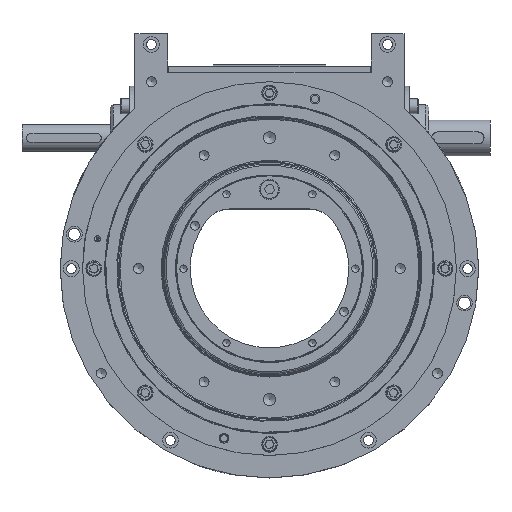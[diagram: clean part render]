
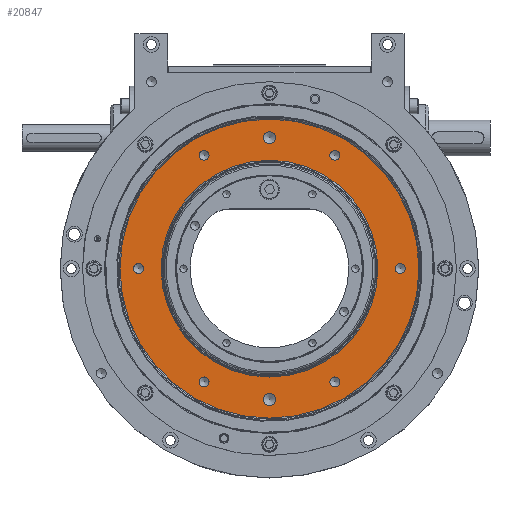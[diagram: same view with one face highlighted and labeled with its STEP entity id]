
A CAD part, top view. The second image highlights one B-rep face of the part: STEP entity #20847.
In plain terms, the highlighted planar face has unit normal (0, 0, 1).
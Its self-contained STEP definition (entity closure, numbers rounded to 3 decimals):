
#521=PLANE('',#22146);
#3813=ORIENTED_EDGE('',*,*,#7011,.T.);
#3814=ORIENTED_EDGE('',*,*,#7012,.T.);
#3815=ORIENTED_EDGE('',*,*,#7013,.T.);
#3816=ORIENTED_EDGE('',*,*,#7014,.T.);
#3817=ORIENTED_EDGE('',*,*,#7015,.T.);
#3818=ORIENTED_EDGE('',*,*,#7016,.T.);
#3819=ORIENTED_EDGE('',*,*,#7017,.T.);
#3820=ORIENTED_EDGE('',*,*,#7018,.T.);
#3821=ORIENTED_EDGE('',*,*,#7019,.F.);
#3822=ORIENTED_EDGE('',*,*,#7020,.T.);
#7011=EDGE_CURVE('',#8734,#8734,#10035,.T.);
#7012=EDGE_CURVE('',#8735,#8735,#10036,.T.);
#7013=EDGE_CURVE('',#8736,#8736,#10037,.T.);
#7014=EDGE_CURVE('',#8737,#8737,#10038,.T.);
#7015=EDGE_CURVE('',#8738,#8738,#10039,.T.);
#7016=EDGE_CURVE('',#8739,#8739,#10040,.T.);
#7017=EDGE_CURVE('',#8740,#8740,#10041,.T.);
#7018=EDGE_CURVE('',#8741,#8741,#10042,.T.);
#7019=EDGE_CURVE('',#8742,#8742,#10043,.T.);
#7020=EDGE_CURVE('',#8743,#8743,#10044,.T.);
#8734=VERTEX_POINT('',#27383);
#8735=VERTEX_POINT('',#27385);
#8736=VERTEX_POINT('',#27387);
#8737=VERTEX_POINT('',#27389);
#8738=VERTEX_POINT('',#27391);
#8739=VERTEX_POINT('',#27393);
#8740=VERTEX_POINT('',#27395);
#8741=VERTEX_POINT('',#27397);
#8742=VERTEX_POINT('',#27399);
#8743=VERTEX_POINT('',#27401);
#10035=CIRCLE('',#22147,3.324);
#10036=CIRCLE('',#22148,3.324);
#10037=CIRCLE('',#22149,3.324);
#10038=CIRCLE('',#22150,3.324);
#10039=CIRCLE('',#22151,3.324);
#10040=CIRCLE('',#22152,3.324);
#10041=CIRCLE('',#22153,4.);
#10042=CIRCLE('',#22154,4.);
#10043=CIRCLE('',#22155,100.);
#10044=CIRCLE('',#22156,72.5);
#10650=EDGE_LOOP('',(#3813));
#10651=EDGE_LOOP('',(#3814));
#10652=EDGE_LOOP('',(#3815));
#10653=EDGE_LOOP('',(#3816));
#10654=EDGE_LOOP('',(#3817));
#10655=EDGE_LOOP('',(#3818));
#10656=EDGE_LOOP('',(#3819));
#10657=EDGE_LOOP('',(#3820));
#10658=EDGE_LOOP('',(#3821));
#10659=EDGE_LOOP('',(#3822));
#12444=FACE_BOUND('',#10650,.T.);
#12445=FACE_BOUND('',#10651,.T.);
#12446=FACE_BOUND('',#10652,.T.);
#12447=FACE_BOUND('',#10653,.T.);
#12448=FACE_BOUND('',#10654,.T.);
#12449=FACE_BOUND('',#10655,.T.);
#12450=FACE_BOUND('',#10656,.T.);
#12451=FACE_BOUND('',#10657,.T.);
#12452=FACE_BOUND('',#10658,.T.);
#12453=FACE_BOUND('',#10659,.T.);
#20847=ADVANCED_FACE('',(#12444,#12445,#12446,#12447,#12448,#12449,#12450,
#12451,#12452,#12453),#521,.F.);
#22146=AXIS2_PLACEMENT_3D('',#27381,#23901,#23902);
#22147=AXIS2_PLACEMENT_3D('',#27382,#23903,#23904);
#22148=AXIS2_PLACEMENT_3D('',#27384,#23905,#23906);
#22149=AXIS2_PLACEMENT_3D('',#27386,#23907,#23908);
#22150=AXIS2_PLACEMENT_3D('',#27388,#23909,#23910);
#22151=AXIS2_PLACEMENT_3D('',#27390,#23911,#23912);
#22152=AXIS2_PLACEMENT_3D('',#27392,#23913,#23914);
#22153=AXIS2_PLACEMENT_3D('',#27394,#23915,#23916);
#22154=AXIS2_PLACEMENT_3D('',#27396,#23917,#23918);
#22155=AXIS2_PLACEMENT_3D('',#27398,#23919,#23920);
#22156=AXIS2_PLACEMENT_3D('',#27400,#23921,#23922);
#23901=DIRECTION('',(0.,0.,-1.));
#23902=DIRECTION('',(-1.,0.,0.));
#23903=DIRECTION('',(0.,0.,-1.));
#23904=DIRECTION('',(0.,-1.,0.));
#23905=DIRECTION('',(0.,0.,-1.));
#23906=DIRECTION('',(0.,-1.,0.));
#23907=DIRECTION('',(0.,0.,-1.));
#23908=DIRECTION('',(0.,-1.,0.));
#23909=DIRECTION('',(0.,0.,-1.));
#23910=DIRECTION('',(0.,-1.,0.));
#23911=DIRECTION('',(0.,0.,-1.));
#23912=DIRECTION('',(0.,-1.,0.));
#23913=DIRECTION('',(0.,0.,-1.));
#23914=DIRECTION('',(0.,-1.,0.));
#23915=DIRECTION('',(0.,0.,-1.));
#23916=DIRECTION('',(0.,-1.,0.));
#23917=DIRECTION('',(0.,0.,-1.));
#23918=DIRECTION('',(0.,-1.,0.));
#23919=DIRECTION('',(0.,0.,-1.));
#23920=DIRECTION('',(1.,0.,0.));
#23921=DIRECTION('',(0.,0.,-1.));
#23922=DIRECTION('',(1.,0.,0.));
#27381=CARTESIAN_POINT('',(0.,0.,33.5));
#27382=CARTESIAN_POINT('',(43.75,75.777,33.5));
#27383=CARTESIAN_POINT('',(43.75,72.454,33.5));
#27384=CARTESIAN_POINT('',(43.75,-75.777,33.5));
#27385=CARTESIAN_POINT('',(43.75,-79.101,33.5));
#27386=CARTESIAN_POINT('',(-43.75,-75.777,33.5));
#27387=CARTESIAN_POINT('',(-43.75,-79.101,33.5));
#27388=CARTESIAN_POINT('',(-43.75,75.777,33.5));
#27389=CARTESIAN_POINT('',(-43.75,72.454,33.5));
#27390=CARTESIAN_POINT('',(87.5,0.,33.5));
#27391=CARTESIAN_POINT('',(87.5,-3.324,33.5));
#27392=CARTESIAN_POINT('',(-87.5,0.,33.5));
#27393=CARTESIAN_POINT('',(-87.5,-3.324,33.5));
#27394=CARTESIAN_POINT('',(0.,-87.5,33.5));
#27395=CARTESIAN_POINT('',(0.,-91.5,33.5));
#27396=CARTESIAN_POINT('',(0.,87.5,33.5));
#27397=CARTESIAN_POINT('',(0.,83.5,33.5));
#27398=CARTESIAN_POINT('',(0.,0.,33.5));
#27399=CARTESIAN_POINT('',(100.,0.,33.5));
#27400=CARTESIAN_POINT('',(0.,0.,33.5));
#27401=CARTESIAN_POINT('',(72.5,0.,33.5));
